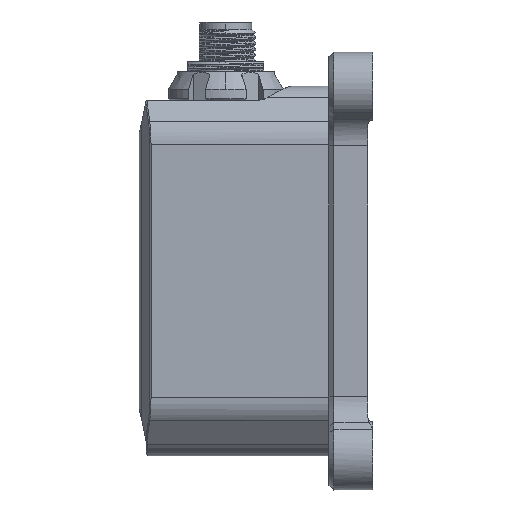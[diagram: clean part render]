
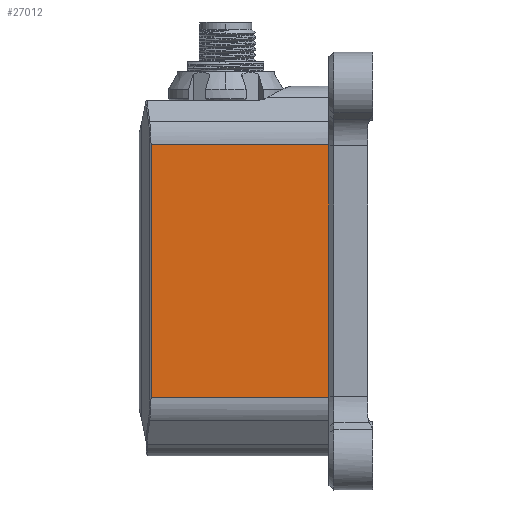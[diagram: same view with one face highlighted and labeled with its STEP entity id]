
A CAD part, left-side view. The second image highlights one B-rep face of the part: STEP entity #27012.
In plain terms, the highlighted planar face has unit normal (-1, 0, 0).
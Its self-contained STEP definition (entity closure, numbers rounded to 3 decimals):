
#1539 = EDGE_LOOP ( 'NONE', ( #17617, #81044, #82543, #46538, #17414, #76967 ) ) ;
#3983 = VECTOR ( 'NONE', #88836, 1000. ) ;
#6912 = DIRECTION ( 'NONE',  ( 0., 0., 1. ) ) ;
#11419 = CARTESIAN_POINT ( 'NONE',  ( -19., 19.5, 13. ) ) ;
#12863 = LINE ( 'NONE', #31004, #70751 ) ;
#13239 = DIRECTION ( 'NONE',  ( 0., 0., -1. ) ) ;
#14640 = CARTESIAN_POINT ( 'NONE',  ( -19., 18.287, -13. ) ) ;
#17414 = ORIENTED_EDGE ( 'NONE', *, *, #73364, .F. ) ;
#17617 = ORIENTED_EDGE ( 'NONE', *, *, #44944, .F. ) ;
#18884 = PLANE ( 'NONE',  #68239 ) ;
#20940 = VERTEX_POINT ( 'NONE', #36821 ) ;
#23644 = CARTESIAN_POINT ( 'NONE',  ( -19., 0., -13. ) ) ;
#27012 = ADVANCED_FACE ( 'NONE', ( #65553 ), #18884, .F. ) ;
#28714 = CARTESIAN_POINT ( 'NONE',  ( -19., 0., 12.851 ) ) ;
#29224 = DIRECTION ( 'NONE',  ( 0., 0., 1. ) ) ;
#31004 = CARTESIAN_POINT ( 'NONE',  ( -19., 19.5, -13. ) ) ;
#34787 = VECTOR ( 'NONE', #62163, 1000. ) ;
#35284 = CARTESIAN_POINT ( 'NONE',  ( -19., 0., 13. ) ) ;
#36047 = LINE ( 'NONE', #57664, #55332 ) ;
#36821 = CARTESIAN_POINT ( 'NONE',  ( -19., 0., -12.851 ) ) ;
#44944 = EDGE_CURVE ( 'NONE', #72187, #90010, #52422, .T. ) ;
#45617 = DIRECTION ( 'NONE',  ( 0., 1., 0. ) ) ;
#45826 = CARTESIAN_POINT ( 'NONE',  ( -19., 0., 12.851 ) ) ;
#46538 = ORIENTED_EDGE ( 'NONE', *, *, #71661, .T. ) ;
#48074 = CARTESIAN_POINT ( 'NONE',  ( -19., 19.5, 13. ) ) ;
#50200 = VERTEX_POINT ( 'NONE', #35284 ) ;
#52422 = LINE ( 'NONE', #72662, #69485 ) ;
#55332 = VECTOR ( 'NONE', #6912, 1000. ) ;
#56168 = CARTESIAN_POINT ( 'NONE',  ( -19., 18.287, 13. ) ) ;
#57204 = VERTEX_POINT ( 'NONE', #23644 ) ;
#57664 = CARTESIAN_POINT ( 'NONE',  ( -19., 0., 13. ) ) ;
#61921 = LINE ( 'NONE', #74297, #3983 ) ;
#62163 = DIRECTION ( 'NONE',  ( 0., -1., 0. ) ) ;
#65553 = FACE_OUTER_BOUND ( 'NONE', #1539, .T. ) ;
#68239 = AXIS2_PLACEMENT_3D ( 'NONE', #48074, #86721, #13239 ) ;
#69485 = VECTOR ( 'NONE', #29224, 1000. ) ;
#70138 = EDGE_CURVE ( 'NONE', #90010, #50200, #90425, .T. ) ;
#70751 = VECTOR ( 'NONE', #45617, 1000. ) ;
#71250 = EDGE_CURVE ( 'NONE', #57204, #72187, #12863, .T. ) ;
#71661 = EDGE_CURVE ( 'NONE', #20940, #71763, #72523, .T. ) ;
#71763 = VERTEX_POINT ( 'NONE', #45826 ) ;
#72166 = DIRECTION ( 'NONE',  ( 0., 0., 1. ) ) ;
#72187 = VERTEX_POINT ( 'NONE', #14640 ) ;
#72523 = LINE ( 'NONE', #28714, #91806 ) ;
#72662 = CARTESIAN_POINT ( 'NONE',  ( -19., 18.287, 13. ) ) ;
#73364 = EDGE_CURVE ( 'NONE', #50200, #71763, #61921, .T. ) ;
#74297 = CARTESIAN_POINT ( 'NONE',  ( -19., 0., 15.9 ) ) ;
#76967 = ORIENTED_EDGE ( 'NONE', *, *, #70138, .F. ) ;
#80892 = EDGE_CURVE ( 'NONE', #57204, #20940, #36047, .T. ) ;
#81044 = ORIENTED_EDGE ( 'NONE', *, *, #71250, .F. ) ;
#82543 = ORIENTED_EDGE ( 'NONE', *, *, #80892, .T. ) ;
#86721 = DIRECTION ( 'NONE',  ( 1., 0., 0. ) ) ;
#88836 = DIRECTION ( 'NONE',  ( 0., 0., -1. ) ) ;
#90010 = VERTEX_POINT ( 'NONE', #56168 ) ;
#90425 = LINE ( 'NONE', #11419, #34787 ) ;
#91806 = VECTOR ( 'NONE', #72166, 1000. ) ;
